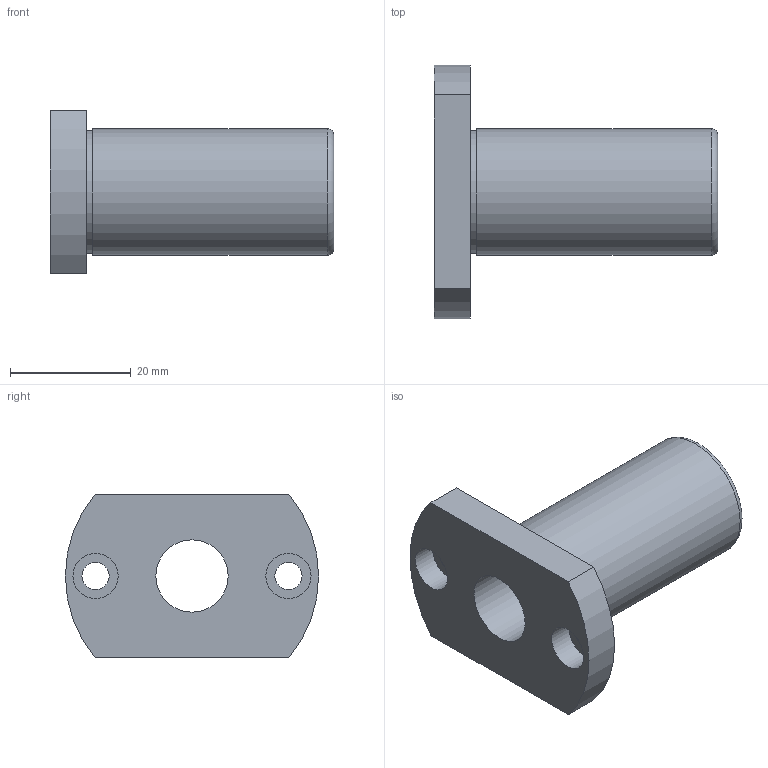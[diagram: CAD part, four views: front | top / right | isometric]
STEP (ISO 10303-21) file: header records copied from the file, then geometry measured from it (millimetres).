
FILE_DESCRIPTION(/* description */ ('STEP AP214'),/* implementation_level */ '2;1');
FILE_NAME(/* name */ 'E-LBH12DMUU',/* time_stamp */ '2023-11-02T04:13:25+01:00',/* author */ ('License CC BY-ND 4.0'),/* organization */ ('CADENAS'),/* preprocessor_version */ 'ST-DEVELOPER v19.3',/* originating_system */ 'PARTsolutions',/* authorisation */ ' ');
FILE_SCHEMA (('AUTOMOTIVE_DESIGN {1 0 10303 214 3 1 1}'));
Length unit declared in the file: millimetre
Products named in the file (1): E-LBH12DMUU
Bounding box: 47 x 42 x 27 mm (x, y, z)
Volume: 14728.6 mm3; surface area: 7279.1 mm2
Topology: 1 solids, 1 shells, 18 faces, 36 edges, 24 vertices
Faces by surface type: cylinder 9, plane 8, torus 1
Full cylindrical faces by diameter (mm): 4.5 x2, 7.5 x2, 12 x1, 20.4 x1, 21 x1
Entity records: 472 total; most frequent: DIRECTION 84, CARTESIAN_POINT 69, ORIENTED_EDGE 54, AXIS2_PLACEMENT_3D 38, EDGE_LOOP 36, FACE_BOUND 36, EDGE_CURVE 27, VERTEX_POINT 23
